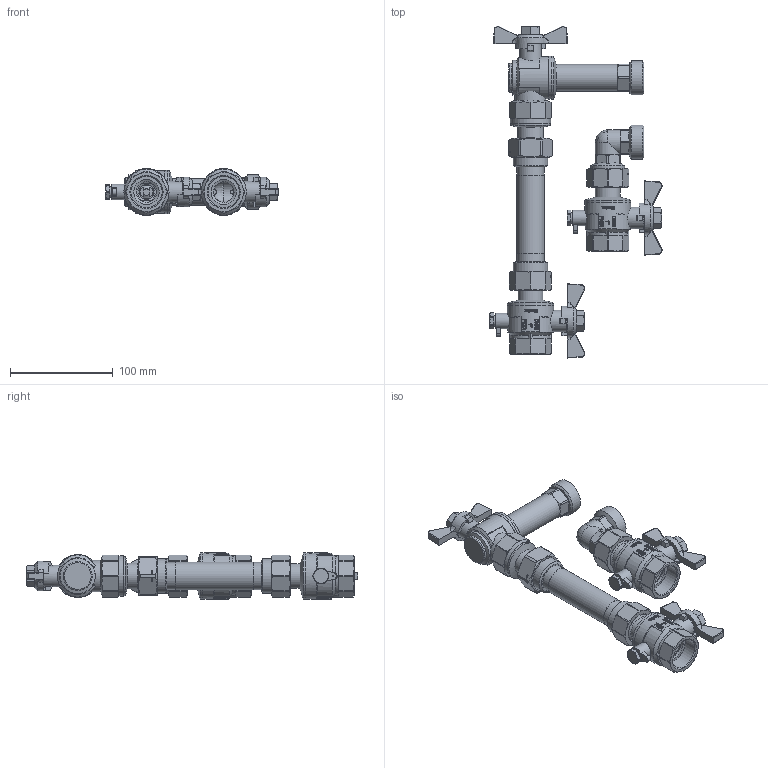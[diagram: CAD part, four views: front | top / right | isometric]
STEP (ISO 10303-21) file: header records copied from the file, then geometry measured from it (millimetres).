
FILE_DESCRIPTION(/* description */ ('Unknown'),/* implementation_level */ '2;1');
FILE_NAME(/* name */ '85120057',/* time_stamp */ '2021-04-16T11:33:18+02:00',/* author */ ('Unknown'),/* organization */ ('Unknown'),/* preprocessor_version */ 'ST-DEVELOPER v16.7',/* originating_system */ 'Solid Edge',/* authorisation */ 'Unknown');
FILE_SCHEMA (('AUTOMOTIVE_DESIGN {1 0 10303 214 3 1 1}'));
Length unit declared in the file: millimetre
Products named in the file (37): 85120057; 98708712-3_4x110; 98000728-56_IG3_4 x AG1; 722-66_oa_0; B1; F-griff-1.1; M10-1-Mutter-al.g..1; Kvrper-co_oa_1; Schtaube; Kvrper; Spindel-co; Spindel; Spindeldichtung; Stopfbuchse; verschraubung-co; _berwurfmutter; Einschraubteil; Dichtung; Sperring; 725_66; StoppRing; O-Ring; St_tze; Speerring; 98708713-66_35x35; 722-66_oa_2; Kvrper-co_oa_3; 745_66_lang_; 600-1-Mutter-fl.g.; Flügelgriff 1; 745_66_lang; Einschraubteil lang_745-66; Körper_025; 600-1-spindel; 600-1-Stopfbuchse
Assembly tree (42 placements, depth 4):
  85120057
    98708712-3_4x110
    98000728-56_IG3_4 x AG1  x2
    722-66_oa_0
      B1
        F-griff-1.1
        M10-1-Mutter-al.g..1
      Kvrper-co_oa_1
        Schtaube
        Kvrper
      Spindel-co
        Spindel
        Spindeldichtung
        Stopfbuchse
      verschraubung-co
        _berwurfmutter
        Einschraubteil
        Dichtung
        Sperring
    725_66
      Dichtung
      StoppRing
      O-Ring
      _berwurfmutter
      St_tze
      Speerring
    98708713-66_35x35
    722-66_oa_2
      B1
        F-griff-1.1
        M10-1-Mutter-al.g..1
      Kvrper-co_oa_3
        Schtaube
        Kvrper
      Spindel-co
        Spindel
        Spindeldichtung
        Stopfbuchse
      verschraubung-co
        _berwurfmutter
        Einschraubteil
        Dichtung
        Sperring
    745_66_lang_
      600-1-Mutter-fl.g.
      Flügelgriff 1
      745_66_lang
        Einschraubteil lang_745-66
        Körper_025
        600-1-spindel
        600-1-Stopfbuchse
Bounding box: 167.2 x 322.5 x 45.36 mm (x, y, z)
Volume: 276323.4 mm3; surface area: 177491 mm2
Topology: 38 solids, 38 shells, 2805 faces, 7640 edges, 5021 vertices
Faces by surface type: plane 2069, cylinder 412, cone 247, bspline 46, sphere 26, torus 5
Full cylindrical faces by diameter (mm): 1.5 x5, 5 x2, 5.9 x2, 8.5 x3, 8.8 x2, 8.9 x1, 8.92 x2, 10 x2, 12 x7, 12.1 x4, 12.5 x3, 14 x3, 14.5 x3, 15 x2, 16 x3, 16.3 x2, 16.376 x2, 16.5 x2, 18 x3, 18.9 x1, 20 x6, 21 x4, 22 x2, 22.5 x3, 23 x1, 24 x6, 24.117 x2, 24.5 x2, 25 x1, 25.5 x2
Entity records: 58892 total; most frequent: CARTESIAN_POINT 16190, DIRECTION 9013, ORIENTED_EDGE 8034, EDGE_CURVE 4017, AXIS2_PLACEMENT_3D 3749, VERTEX_POINT 2732, FACE_BOUND 1897, EDGE_LOOP 1895
